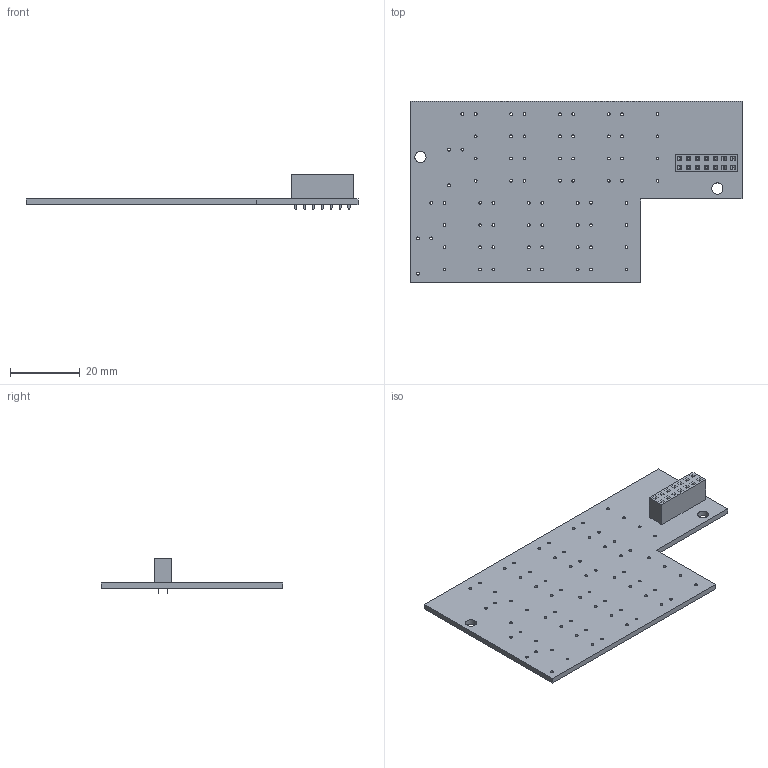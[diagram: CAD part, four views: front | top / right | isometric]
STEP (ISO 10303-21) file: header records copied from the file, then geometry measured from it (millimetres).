
FILE_DESCRIPTION(('KiCad electronic assembly'),'2;1');
FILE_NAME('pmf_daughter.step','2023-04-02T11:19:22',('Pcbnew'),('Kicad') ,'Open CASCADE STEP processor 7.5','KiCad to STEP converter','Unknown' );
FILE_SCHEMA(('AUTOMOTIVE_DESIGN { 1 0 10303 214 1 1 1 1 }'));
Length unit declared in the file: millimetre
Products named in the file (4): pmf_daughter 1; PinSocket_2x07_P2.54mm_Vertical; SOLID; PCB
Assembly tree (3 placements, depth 3):
  pmf_daughter 1
    PinSocket_2x07_P2.54mm_Vertical
      SOLID
    PCB
Bounding box: 95.04 x 52 x 10.1 mm (x, y, z)
Volume: 7201.9 mm3; surface area: 10010.5 mm2
Topology: 2 solids, 2 shells, 540 faces, 1426 edges, 932 vertices
Faces by surface type: plane 452, cylinder 88
Full cylindrical faces by diameter (mm): 0.8 x72, 1 x14, 3.2 x2
Entity records: 39048 total; most frequent: CARTESIAN_POINT 6810, DIRECTION 5366, LINE 3926, VECTOR 3926, ORIENTED_EDGE 2852, PCURVE 2852, DEFINITIONAL_REPRESENTATION 2852, EDGE_CURVE 1426
